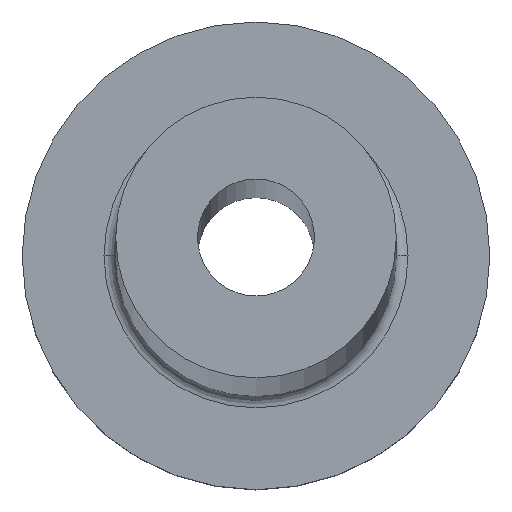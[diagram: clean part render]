
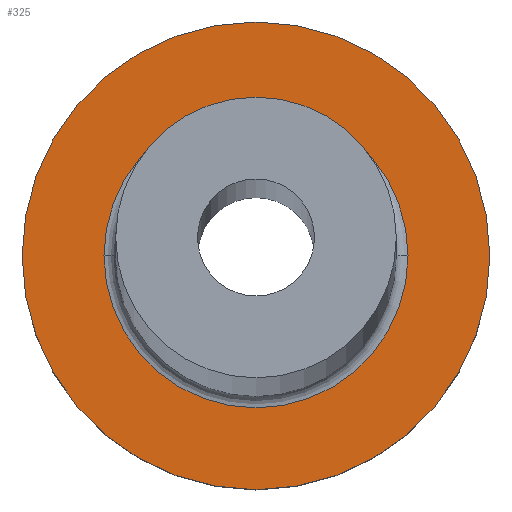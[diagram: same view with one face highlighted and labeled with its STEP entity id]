
A CAD part, top view. The second image highlights one B-rep face of the part: STEP entity #325.
In plain terms, the highlighted planar face has unit normal (0, 0, 1).
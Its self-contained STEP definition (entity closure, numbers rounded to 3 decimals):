
#11 = AXIS2_PLACEMENT_3D ( 'NONE', #238, #317, #50 ) ;
#22 = FACE_OUTER_BOUND ( 'NONE', #122, .T. ) ;
#23 = CARTESIAN_POINT ( 'NONE',  ( -6.5, 0., 7. ) ) ;
#25 = DIRECTION ( 'NONE',  ( 1., 0., 0. ) ) ;
#26 = CIRCLE ( 'NONE', #265, 6.5 ) ;
#28 = PLANE ( 'NONE',  #376 ) ;
#50 = DIRECTION ( 'NONE',  ( 1., 0., 0. ) ) ;
#56 = VERTEX_POINT ( 'NONE', #204 ) ;
#63 = VERTEX_POINT ( 'NONE', #23 ) ;
#74 = EDGE_CURVE ( 'NONE', #63, #96, #26, .T. ) ;
#76 = CARTESIAN_POINT ( 'NONE',  ( 0., 0., 7. ) ) ;
#82 = DIRECTION ( 'NONE',  ( 1., 0., 0. ) ) ;
#84 = CIRCLE ( 'NONE', #98, 6.5 ) ;
#86 = EDGE_CURVE ( 'NONE', #56, #133, #346, .T. ) ;
#91 = EDGE_LOOP ( 'NONE', ( #268, #240 ) ) ;
#94 = ORIENTED_EDGE ( 'NONE', *, *, #196, .T. ) ;
#96 = VERTEX_POINT ( 'NONE', #375 ) ;
#98 = AXIS2_PLACEMENT_3D ( 'NONE', #347, #169, #82 ) ;
#101 = DIRECTION ( 'NONE',  ( 1., 0., 0. ) ) ;
#122 = EDGE_LOOP ( 'NONE', ( #278, #94 ) ) ;
#133 = VERTEX_POINT ( 'NONE', #168 ) ;
#136 = DIRECTION ( 'NONE',  ( 1., 0., 0. ) ) ;
#142 = DIRECTION ( 'NONE',  ( 0., 0., -1. ) ) ;
#162 = EDGE_CURVE ( 'NONE', #96, #63, #84, .T. ) ;
#168 = CARTESIAN_POINT ( 'NONE',  ( 10., 0., 7. ) ) ;
#169 = DIRECTION ( 'NONE',  ( 0., 0., -1. ) ) ;
#192 = DIRECTION ( 'NONE',  ( 0., 0., 1. ) ) ;
#196 = EDGE_CURVE ( 'NONE', #133, #56, #241, .T. ) ;
#200 = AXIS2_PLACEMENT_3D ( 'NONE', #368, #192, #101 ) ;
#204 = CARTESIAN_POINT ( 'NONE',  ( -10., 0., 7. ) ) ;
#238 = CARTESIAN_POINT ( 'NONE',  ( 0., 0., 7. ) ) ;
#240 = ORIENTED_EDGE ( 'NONE', *, *, #74, .T. ) ;
#241 = CIRCLE ( 'NONE', #200, 10. ) ;
#265 = AXIS2_PLACEMENT_3D ( 'NONE', #293, #142, #136 ) ;
#268 = ORIENTED_EDGE ( 'NONE', *, *, #162, .T. ) ;
#278 = ORIENTED_EDGE ( 'NONE', *, *, #86, .T. ) ;
#293 = CARTESIAN_POINT ( 'NONE',  ( 0., 0., 7. ) ) ;
#317 = DIRECTION ( 'NONE',  ( 0., 0., 1. ) ) ;
#325 = ADVANCED_FACE ( 'NONE', ( #351, #22 ), #28, .T. ) ;
#346 = CIRCLE ( 'NONE', #11, 10. ) ;
#347 = CARTESIAN_POINT ( 'NONE',  ( 0., 0., 7. ) ) ;
#351 = FACE_BOUND ( 'NONE', #91, .T. ) ;
#354 = DIRECTION ( 'NONE',  ( 0., 0., 1. ) ) ;
#368 = CARTESIAN_POINT ( 'NONE',  ( 0., 0., 7. ) ) ;
#375 = CARTESIAN_POINT ( 'NONE',  ( 6.5, 0., 7. ) ) ;
#376 = AXIS2_PLACEMENT_3D ( 'NONE', #76, #354, #25 ) ;
